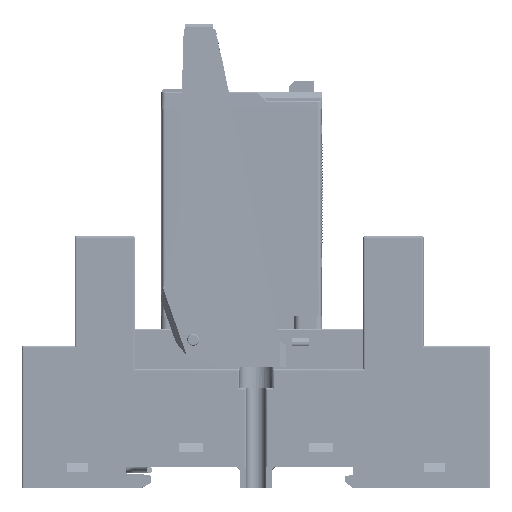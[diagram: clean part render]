
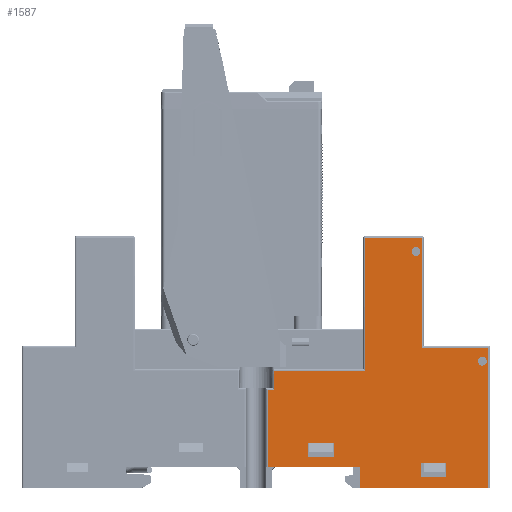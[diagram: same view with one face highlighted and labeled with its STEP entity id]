
A CAD part, top view. The second image highlights one B-rep face of the part: STEP entity #1587.
In plain terms, the highlighted planar face has unit normal (0, 0, 1).
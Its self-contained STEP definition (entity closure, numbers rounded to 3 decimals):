
#1587=ADVANCED_FACE('',(#11943,#11944,#11945,#11946,#11947),#11948,.T.);
#11943=FACE_OUTER_BOUND('',#32224,.T.);
#11944=FACE_BOUND('',#32225,.T.);
#11945=FACE_BOUND('',#32226,.T.);
#11946=FACE_BOUND('',#32227,.T.);
#11947=FACE_BOUND('',#32228,.T.);
#11948=PLANE('',#32229);
#32224=EDGE_LOOP('',(#68439,#68440,#68441,#68442,#68443,#68444,#68445,#68446,#68447,#68448,#68449,#68450));
#32225=EDGE_LOOP('',(#68451,#68452,#68453,#68454));
#32226=EDGE_LOOP('',(#68455,#68456,#68457,#68458));
#32227=EDGE_LOOP('',(#68459,#68460));
#32228=EDGE_LOOP('',(#68461,#68462));
#32229=AXIS2_PLACEMENT_3D('',#68463,#68464,#68465);
#68439=ORIENTED_EDGE('',*,*,#134078,.T.);
#68440=ORIENTED_EDGE('',*,*,#131520,.F.);
#68441=ORIENTED_EDGE('',*,*,#134079,.F.);
#68442=ORIENTED_EDGE('',*,*,#131645,.F.);
#68443=ORIENTED_EDGE('',*,*,#134080,.T.);
#68444=ORIENTED_EDGE('',*,*,#134081,.T.);
#68445=ORIENTED_EDGE('',*,*,#134082,.T.);
#68446=ORIENTED_EDGE('',*,*,#134083,.T.);
#68447=ORIENTED_EDGE('',*,*,#134084,.T.);
#68448=ORIENTED_EDGE('',*,*,#134085,.T.);
#68449=ORIENTED_EDGE('',*,*,#134086,.T.);
#68450=ORIENTED_EDGE('',*,*,#134087,.T.);
#68451=ORIENTED_EDGE('',*,*,#134077,.T.);
#68452=ORIENTED_EDGE('',*,*,#134067,.T.);
#68453=ORIENTED_EDGE('',*,*,#134059,.T.);
#68454=ORIENTED_EDGE('',*,*,#134057,.T.);
#68455=ORIENTED_EDGE('',*,*,#134088,.T.);
#68456=ORIENTED_EDGE('',*,*,#134089,.T.);
#68457=ORIENTED_EDGE('',*,*,#134090,.T.);
#68458=ORIENTED_EDGE('',*,*,#134091,.T.);
#68459=ORIENTED_EDGE('',*,*,#134092,.F.);
#68460=ORIENTED_EDGE('',*,*,#134093,.F.);
#68461=ORIENTED_EDGE('',*,*,#134094,.F.);
#68462=ORIENTED_EDGE('',*,*,#134095,.F.);
#68463=CARTESIAN_POINT('',(2.174,24.292,13.45));
#68464=DIRECTION('',(0.0,0.0,1.0));
#68465=DIRECTION('',(1.0,-0.0,0.0));
#131520=EDGE_CURVE('',#158292,#158294,#158295,.T.);
#131645=EDGE_CURVE('',#158520,#158522,#158523,.T.);
#134057=EDGE_CURVE('',#162560,#162558,#162561,.T.);
#134059=EDGE_CURVE('',#162563,#162560,#162564,.T.);
#134067=EDGE_CURVE('',#162576,#162563,#162577,.T.);
#134077=EDGE_CURVE('',#162558,#162576,#162591,.T.);
#134078=EDGE_CURVE('',#162592,#158294,#162593,.T.);
#134079=EDGE_CURVE('',#158522,#158292,#162594,.T.);
#134080=EDGE_CURVE('',#158520,#162595,#162596,.T.);
#134081=EDGE_CURVE('',#162595,#162597,#162598,.T.);
#134082=EDGE_CURVE('',#162597,#162599,#162600,.T.);
#134083=EDGE_CURVE('',#162599,#162601,#162602,.T.);
#134084=EDGE_CURVE('',#162601,#162603,#162604,.T.);
#134085=EDGE_CURVE('',#162603,#162605,#162606,.T.);
#134086=EDGE_CURVE('',#162605,#162607,#162608,.T.);
#134087=EDGE_CURVE('',#162607,#162592,#162609,.T.);
#134088=EDGE_CURVE('',#162610,#162611,#162612,.T.);
#134089=EDGE_CURVE('',#162611,#162613,#162614,.T.);
#134090=EDGE_CURVE('',#162613,#162615,#162616,.T.);
#134091=EDGE_CURVE('',#162615,#162610,#162617,.T.);
#134092=EDGE_CURVE('',#162618,#162619,#162620,.T.);
#134093=EDGE_CURVE('',#162619,#162618,#162621,.T.);
#134094=EDGE_CURVE('',#162622,#162623,#162624,.T.);
#134095=EDGE_CURVE('',#162623,#162622,#162625,.T.);
#158292=VERTEX_POINT('',#206986);
#158294=VERTEX_POINT('',#206989);
#158295=LINE('',#206990,#206991);
#158520=VERTEX_POINT('',#207337);
#158522=VERTEX_POINT('',#207339);
#158523=LINE('',#207340,#207341);
#162558=VERTEX_POINT('',#214709);
#162560=VERTEX_POINT('',#214712);
#162561=LINE('',#214713,#214714);
#162563=VERTEX_POINT('',#214717);
#162564=LINE('',#214718,#214719);
#162576=VERTEX_POINT('',#214738);
#162577=LINE('',#214739,#214740);
#162591=LINE('',#214763,#214764);
#162592=VERTEX_POINT('',#214765);
#162593=LINE('',#214766,#214767);
#162594=LINE('',#214768,#214769);
#162595=VERTEX_POINT('',#214770);
#162596=LINE('',#214771,#214772);
#162597=VERTEX_POINT('',#214773);
#162598=LINE('',#214774,#214775);
#162599=VERTEX_POINT('',#214776);
#162600=LINE('',#214777,#214778);
#162601=VERTEX_POINT('',#214779);
#162602=LINE('',#214780,#214781);
#162603=VERTEX_POINT('',#214782);
#162604=LINE('',#214783,#214784);
#162605=VERTEX_POINT('',#214785);
#162606=LINE('',#214786,#214787);
#162607=VERTEX_POINT('',#214788);
#162608=LINE('',#214789,#214790);
#162609=LINE('',#214791,#214792);
#162610=VERTEX_POINT('',#214793);
#162611=VERTEX_POINT('',#214794);
#162612=LINE('',#214795,#214796);
#162613=VERTEX_POINT('',#214797);
#162614=LINE('',#214798,#214799);
#162615=VERTEX_POINT('',#214800);
#162616=LINE('',#214801,#214802);
#162617=LINE('',#214803,#214804);
#162618=VERTEX_POINT('',#214805);
#162619=VERTEX_POINT('',#214806);
#162620=CIRCLE('',#214807,0.75);
#162621=CIRCLE('',#214808,0.75);
#162622=VERTEX_POINT('',#214809);
#162623=VERTEX_POINT('',#214810);
#162624=CIRCLE('',#214811,0.75);
#162625=CIRCLE('',#214812,0.75);
#206986=CARTESIAN_POINT('',(-19.526,4.092,13.45));
#206989=CARTESIAN_POINT('',(-35.076,4.092,13.45));
#206990=CARTESIAN_POINT('',(-19.526,4.092,13.45));
#206991=VECTOR('',#275285,15.55);
#207337=CARTESIAN_POINT('',(2.174,0.592,13.45));
#207339=CARTESIAN_POINT('',(-19.526,0.592,13.45));
#207340=CARTESIAN_POINT('',(2.174,0.592,13.45));
#207341=VECTOR('',#275447,21.7);
#214709=CARTESIAN_POINT('',(-23.776,8.192,13.45));
#214712=CARTESIAN_POINT('',(-28.276,8.192,13.45));
#214713=CARTESIAN_POINT('',(-28.276,8.192,13.45));
#214714=VECTOR('',#278642,4.5);
#214717=CARTESIAN_POINT('',(-28.276,5.892,13.45));
#214718=CARTESIAN_POINT('',(-28.276,5.892,13.45));
#214719=VECTOR('',#278644,2.3);
#214738=CARTESIAN_POINT('',(-23.776,5.892,13.45));
#214739=CARTESIAN_POINT('',(-23.776,5.892,13.45));
#214740=VECTOR('',#278652,4.5);
#214763=CARTESIAN_POINT('',(-23.776,8.192,13.45));
#214764=VECTOR('',#278662,2.3);
#214765=CARTESIAN_POINT('',(-35.076,17.192,13.45));
#214766=CARTESIAN_POINT('',(-35.076,17.192,13.45));
#214767=VECTOR('',#278663,13.1);
#214768=CARTESIAN_POINT('',(-19.526,0.592,13.45));
#214769=VECTOR('',#278664,3.5);
#214770=CARTESIAN_POINT('',(2.174,24.292,13.45));
#214771=CARTESIAN_POINT('',(2.174,0.592,13.45));
#214772=VECTOR('',#278665,23.7);
#214773=CARTESIAN_POINT('',(-9.026,24.292,13.45));
#214774=CARTESIAN_POINT('',(2.174,24.292,13.45));
#214775=VECTOR('',#278666,11.2);
#214776=CARTESIAN_POINT('',(-9.026,42.792,13.45));
#214777=CARTESIAN_POINT('',(-9.026,24.292,13.45));
#214778=VECTOR('',#278667,18.5);
#214779=CARTESIAN_POINT('',(-18.626,42.792,13.45));
#214780=CARTESIAN_POINT('',(-9.026,42.792,13.45));
#214781=VECTOR('',#278668,9.6);
#214782=CARTESIAN_POINT('',(-18.626,20.392,13.45));
#214783=CARTESIAN_POINT('',(-18.626,42.792,13.45));
#214784=VECTOR('',#278669,22.4);
#214785=CARTESIAN_POINT('',(-33.926,20.392,13.45));
#214786=CARTESIAN_POINT('',(-18.626,20.392,13.45));
#214787=VECTOR('',#278670,15.3);
#214788=CARTESIAN_POINT('',(-33.926,17.192,13.45));
#214789=CARTESIAN_POINT('',(-33.926,20.392,13.45));
#214790=VECTOR('',#278671,3.2);
#214791=CARTESIAN_POINT('',(-33.926,17.192,13.45));
#214792=VECTOR('',#278672,1.15);
#214793=CARTESIAN_POINT('',(-9.126,2.392,13.45));
#214794=CARTESIAN_POINT('',(-9.126,4.792,13.45));
#214795=CARTESIAN_POINT('',(-9.126,2.392,13.45));
#214796=VECTOR('',#278673,2.4);
#214797=CARTESIAN_POINT('',(-4.926,4.792,13.45));
#214798=CARTESIAN_POINT('',(-9.126,4.792,13.45));
#214799=VECTOR('',#278674,4.2);
#214800=CARTESIAN_POINT('',(-4.926,2.392,13.45));
#214801=CARTESIAN_POINT('',(-4.926,4.792,13.45));
#214802=VECTOR('',#278675,2.4);
#214803=CARTESIAN_POINT('',(-4.926,2.392,13.45));
#214804=VECTOR('',#278676,4.2);
#214805=CARTESIAN_POINT('',(0.424,21.992,13.45));
#214806=CARTESIAN_POINT('',(1.924,21.992,13.45));
#214807=AXIS2_PLACEMENT_3D('',#278677,#278678,#278679);
#214808=AXIS2_PLACEMENT_3D('',#278680,#278681,#278682);
#214809=CARTESIAN_POINT('',(-10.776,40.492,13.45));
#214810=CARTESIAN_POINT('',(-9.276,40.492,13.45));
#214811=AXIS2_PLACEMENT_3D('',#278683,#278684,#278685);
#214812=AXIS2_PLACEMENT_3D('',#278686,#278687,#278688);
#275285=DIRECTION('',(-1.0,0.0,0.0));
#275447=DIRECTION('',(-1.0,0.0,0.0));
#278642=DIRECTION('',(1.0,0.0,0.0));
#278644=DIRECTION('',(0.0,1.0,0.0));
#278652=DIRECTION('',(-1.0,0.0,0.0));
#278662=DIRECTION('',(0.0,-1.0,0.0));
#278663=DIRECTION('',(0.0,-1.0,0.0));
#278664=DIRECTION('',(0.0,1.0,0.0));
#278665=DIRECTION('',(0.0,1.0,0.0));
#278666=DIRECTION('',(-1.0,0.0,0.0));
#278667=DIRECTION('',(0.0,1.0,0.0));
#278668=DIRECTION('',(-1.0,0.0,0.0));
#278669=DIRECTION('',(0.0,-1.0,0.0));
#278670=DIRECTION('',(-1.0,0.0,0.0));
#278671=DIRECTION('',(0.0,-1.0,0.0));
#278672=DIRECTION('',(-1.0,0.0,0.0));
#278673=DIRECTION('',(0.0,1.0,0.0));
#278674=DIRECTION('',(1.0,0.0,0.0));
#278675=DIRECTION('',(0.0,-1.0,0.0));
#278676=DIRECTION('',(-1.0,0.0,0.0));
#278677=CARTESIAN_POINT('',(1.174,21.992,13.45));
#278678=DIRECTION('',(0.0,0.0,1.0));
#278679=DIRECTION('',(-1.0,0.0,0.0));
#278680=CARTESIAN_POINT('',(1.174,21.992,13.45));
#278681=DIRECTION('',(0.0,0.0,1.0));
#278682=DIRECTION('',(1.0,0.0,0.0));
#278683=CARTESIAN_POINT('',(-10.026,40.492,13.45));
#278684=DIRECTION('',(0.0,0.0,1.0));
#278685=DIRECTION('',(-1.0,0.0,0.0));
#278686=CARTESIAN_POINT('',(-10.026,40.492,13.45));
#278687=DIRECTION('',(0.0,0.0,1.0));
#278688=DIRECTION('',(1.0,0.0,0.0));
